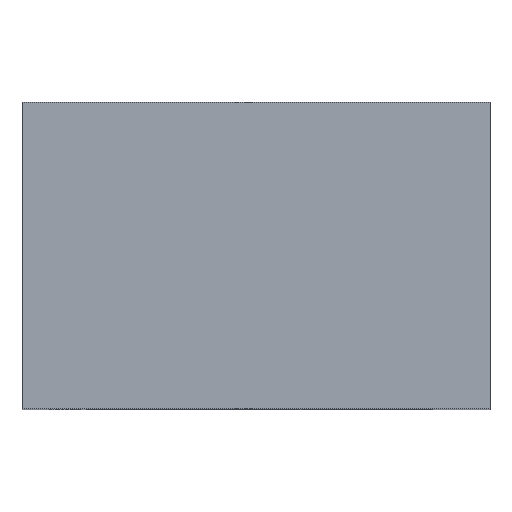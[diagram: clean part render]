
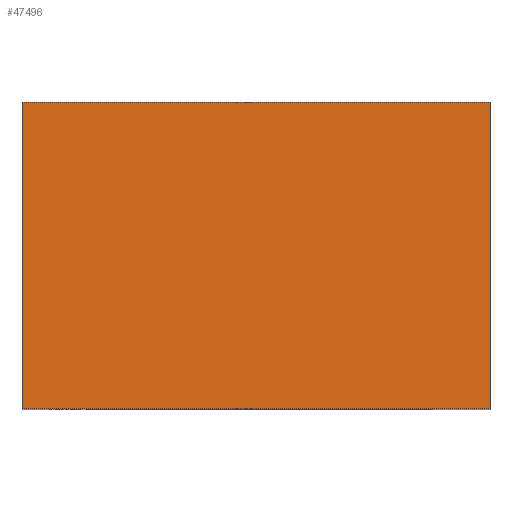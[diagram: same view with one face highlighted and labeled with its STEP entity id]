
A CAD part, top view. The second image highlights one B-rep face of the part: STEP entity #47496.
In plain terms, the highlighted planar face has unit normal (0, 0, 1).
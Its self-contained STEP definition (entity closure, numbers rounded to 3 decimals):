
#1047=LINE('',#61982,#6273);
#1482=LINE('',#62899,#6708);
#1491=LINE('',#62917,#6717);
#1492=LINE('',#62919,#6718);
#6273=VECTOR('',#52063,1000.);
#6708=VECTOR('',#52504,1000.);
#6717=VECTOR('',#52523,1000.);
#6718=VECTOR('',#52526,1000.);
#11961=ORIENTED_EDGE('',*,*,#22420,.T.);
#11962=ORIENTED_EDGE('',*,*,#22410,.F.);
#11963=ORIENTED_EDGE('',*,*,#21973,.F.);
#11964=ORIENTED_EDGE('',*,*,#22419,.T.);
#21973=EDGE_CURVE('',#27209,#27202,#1047,.T.);
#22410=EDGE_CURVE('',#27202,#27643,#1482,.T.);
#22419=EDGE_CURVE('',#27209,#27648,#1491,.T.);
#22420=EDGE_CURVE('',#27648,#27643,#1492,.T.);
#27202=VERTEX_POINT('',#61968);
#27209=VERTEX_POINT('',#61981);
#27643=VERTEX_POINT('',#62896);
#27648=VERTEX_POINT('',#62916);
#29720=EDGE_LOOP('',(#11961,#11962,#11963,#11964));
#31524=FACE_BOUND('',#29720,.T.);
#33305=PLANE('',#49276);
#47496=ADVANCED_FACE('',(#31524),#33305,.F.);
#49276=AXIS2_PLACEMENT_3D('',#62918,#52524,#52525);
#52063=DIRECTION('',(-1.,0.,0.));
#52504=DIRECTION('',(0.,1.,0.));
#52523=DIRECTION('',(0.,1.,0.));
#52524=DIRECTION('',(0.,0.,-1.));
#52525=DIRECTION('',(-1.,0.,0.));
#52526=DIRECTION('',(-1.,0.,0.));
#61968=CARTESIAN_POINT('',(-5.8,-3.8,5.2));
#61981=CARTESIAN_POINT('',(5.8,-3.8,5.2));
#61982=CARTESIAN_POINT('',(5.8,-3.8,5.2));
#62896=CARTESIAN_POINT('',(-5.8,3.8,5.2));
#62899=CARTESIAN_POINT('',(-5.8,-3.8,5.2));
#62916=CARTESIAN_POINT('',(5.8,3.8,5.2));
#62917=CARTESIAN_POINT('',(5.8,-3.8,5.2));
#62918=CARTESIAN_POINT('',(5.8,-3.8,5.2));
#62919=CARTESIAN_POINT('',(5.8,3.8,5.2));
